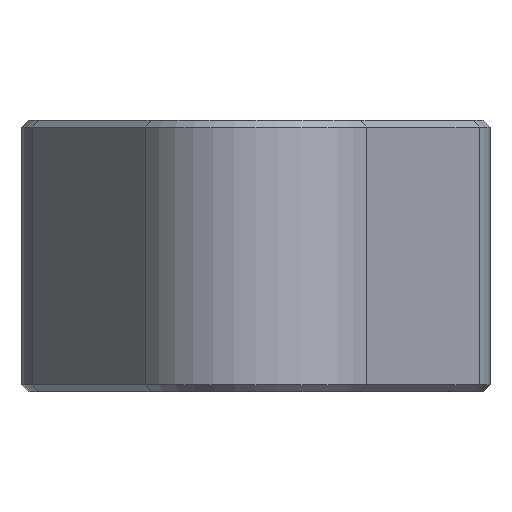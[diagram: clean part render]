
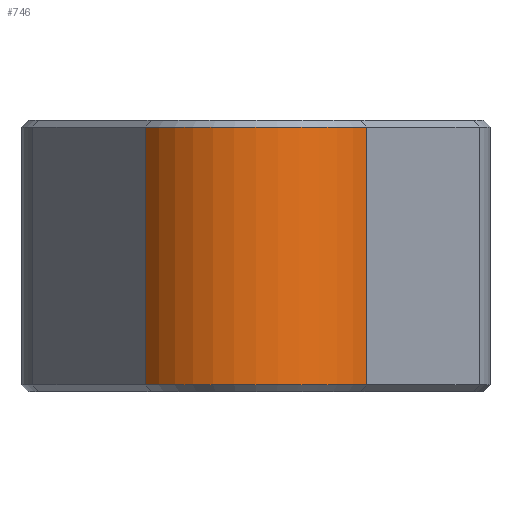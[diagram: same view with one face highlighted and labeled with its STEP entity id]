
A CAD part, left-side view. The second image highlights one B-rep face of the part: STEP entity #746.
In plain terms, the highlighted cylindrical face has radius 3.9 mm (diameter 7.8 mm), a partial arc.
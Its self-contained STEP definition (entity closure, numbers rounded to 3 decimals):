
#76=FACE_OUTER_BOUND('',#124,.T.);
#124=EDGE_LOOP('',(#577,#578,#579,#580));
#195=LINE('',#1254,#253);
#198=LINE('',#1260,#256);
#253=VECTOR('',#983,10.);
#256=VECTOR('',#988,10.);
#305=CIRCLE('',#824,3.9);
#307=CIRCLE('',#829,3.9);
#360=VERTEX_POINT('',#1240);
#362=VERTEX_POINT('',#1245);
#363=VERTEX_POINT('',#1253);
#365=VERTEX_POINT('',#1259);
#439=EDGE_CURVE('',#362,#360,#305,.T.);
#443=EDGE_CURVE('',#360,#363,#195,.T.);
#446=EDGE_CURVE('',#362,#365,#198,.T.);
#447=EDGE_CURVE('',#363,#365,#307,.T.);
#577=ORIENTED_EDGE('',*,*,#439,.F.);
#578=ORIENTED_EDGE('',*,*,#446,.T.);
#579=ORIENTED_EDGE('',*,*,#447,.F.);
#580=ORIENTED_EDGE('',*,*,#443,.F.);
#719=CYLINDRICAL_SURFACE('',#828,3.9);
#746=ADVANCED_FACE('',(#76),#719,.T.);
#824=AXIS2_PLACEMENT_3D('',#1247,#973,#974);
#828=AXIS2_PLACEMENT_3D('',#1258,#986,#987);
#829=AXIS2_PLACEMENT_3D('',#1261,#989,#990);
#973=DIRECTION('center_axis',(0.,0.,-1.));
#974=DIRECTION('ref_axis',(-0.549,0.836,0.));
#983=DIRECTION('',(0.,0.,1.));
#986=DIRECTION('center_axis',(0.,0.,1.));
#987=DIRECTION('ref_axis',(-0.549,0.836,0.));
#988=DIRECTION('',(0.,0.,1.));
#989=DIRECTION('center_axis',(0.,0.,1.));
#990=DIRECTION('ref_axis',(-0.549,0.836,0.));
#1240=CARTESIAN_POINT('',(19.527,18.192,0.2));
#1245=CARTESIAN_POINT('',(19.527,11.672,0.2));
#1247=CARTESIAN_POINT('Origin',(21.667,14.932,0.2));
#1253=CARTESIAN_POINT('',(19.527,18.192,7.8));
#1254=CARTESIAN_POINT('',(19.527,18.192,0.));
#1258=CARTESIAN_POINT('Origin',(21.667,14.932,0.));
#1259=CARTESIAN_POINT('',(19.527,11.672,7.8));
#1260=CARTESIAN_POINT('',(19.527,11.672,0.));
#1261=CARTESIAN_POINT('Origin',(21.667,14.932,7.8));
